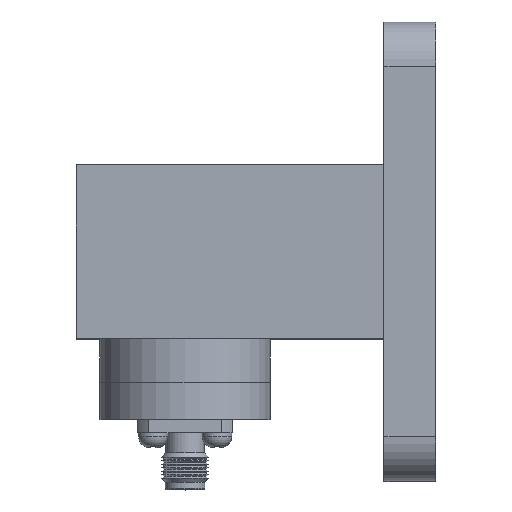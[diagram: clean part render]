
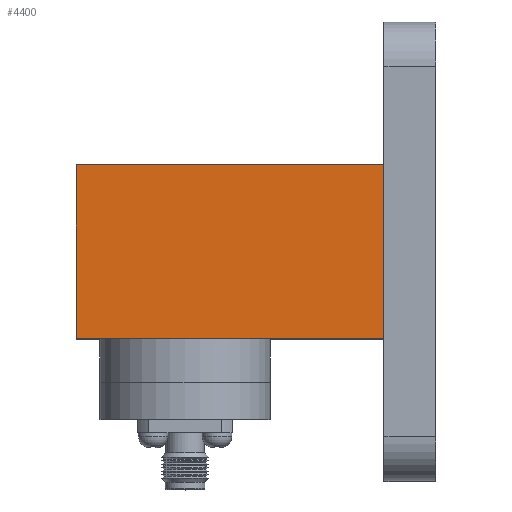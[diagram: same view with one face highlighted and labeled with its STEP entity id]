
A CAD part, top view. The second image highlights one B-rep face of the part: STEP entity #4400.
In plain terms, the highlighted planar face has unit normal (0, 0, 1).
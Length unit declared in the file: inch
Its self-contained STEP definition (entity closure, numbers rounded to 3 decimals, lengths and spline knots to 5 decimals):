
#35 = FACE_OUTER_BOUND ( 'NONE', #3749, .T. ) ;
#432 = LINE ( 'NONE', #2351, #5204 ) ;
#711 = VERTEX_POINT ( 'NONE', #3207 ) ;
#734 = ORIENTED_EDGE ( 'NONE', *, *, #5556, .F. ) ;
#752 = EDGE_CURVE ( 'NONE', #711, #4782, #5090, .T. ) ;
#803 = DIRECTION ( 'NONE',  ( 1., 0., 0. ) ) ;
#827 = DIRECTION ( 'NONE',  ( 0., 1., 0. ) ) ;
#1106 = CARTESIAN_POINT ( 'NONE',  ( -0.27559, 0.4615, 0.85888 ) ) ;
#1116 = ORIENTED_EDGE ( 'NONE', *, *, #1886, .T. ) ;
#1265 = ORIENTED_EDGE ( 'NONE', *, *, #752, .T. ) ;
#1403 = LINE ( 'NONE', #2651, #3851 ) ;
#1464 = VERTEX_POINT ( 'NONE', #4840 ) ;
#1525 = VECTOR ( 'NONE', #827, 39.37008 ) ;
#1673 = LINE ( 'NONE', #4516, #1525 ) ;
#1886 = EDGE_CURVE ( 'NONE', #3631, #711, #1403, .T. ) ;
#2351 = CARTESIAN_POINT ( 'NONE',  ( -1.90929, 0.4615, 0.85888 ) ) ;
#2591 = DIRECTION ( 'NONE',  ( 0., 0., -1. ) ) ;
#2651 = CARTESIAN_POINT ( 'NONE',  ( -1.90929, -0.4615, 0.85888 ) ) ;
#2771 = AXIS2_PLACEMENT_3D ( 'NONE', #5357, #2591, #5825 ) ;
#2819 = DIRECTION ( 'NONE',  ( 1., 0., 0. ) ) ;
#3203 = ORIENTED_EDGE ( 'NONE', *, *, #5955, .F. ) ;
#3207 = CARTESIAN_POINT ( 'NONE',  ( -0.27559, -0.4615, 0.85888 ) ) ;
#3631 = VERTEX_POINT ( 'NONE', #5582 ) ;
#3680 = DIRECTION ( 'NONE',  ( 0., 1., 0. ) ) ;
#3749 = EDGE_LOOP ( 'NONE', ( #1265, #734, #3203, #1116 ) ) ;
#3851 = VECTOR ( 'NONE', #803, 39.37008 ) ;
#4400 = ADVANCED_FACE ( 'NONE', ( #35 ), #5802, .F. ) ;
#4516 = CARTESIAN_POINT ( 'NONE',  ( -1.90929, 0.4615, 0.85888 ) ) ;
#4601 = CARTESIAN_POINT ( 'NONE',  ( -0.27559, 0.4615, 0.85888 ) ) ;
#4653 = VECTOR ( 'NONE', #3680, 39.37008 ) ;
#4782 = VERTEX_POINT ( 'NONE', #1106 ) ;
#4840 = CARTESIAN_POINT ( 'NONE',  ( -1.90929, 0.4615, 0.85888 ) ) ;
#5090 = LINE ( 'NONE', #4601, #4653 ) ;
#5204 = VECTOR ( 'NONE', #2819, 39.37008 ) ;
#5357 = CARTESIAN_POINT ( 'NONE',  ( -1.90929, 0.4615, 0.85888 ) ) ;
#5556 = EDGE_CURVE ( 'NONE', #1464, #4782, #432, .T. ) ;
#5582 = CARTESIAN_POINT ( 'NONE',  ( -1.90929, -0.4615, 0.85888 ) ) ;
#5802 = PLANE ( 'NONE',  #2771 ) ;
#5825 = DIRECTION ( 'NONE',  ( 0., 1., 0. ) ) ;
#5955 = EDGE_CURVE ( 'NONE', #3631, #1464, #1673, .T. ) ;
